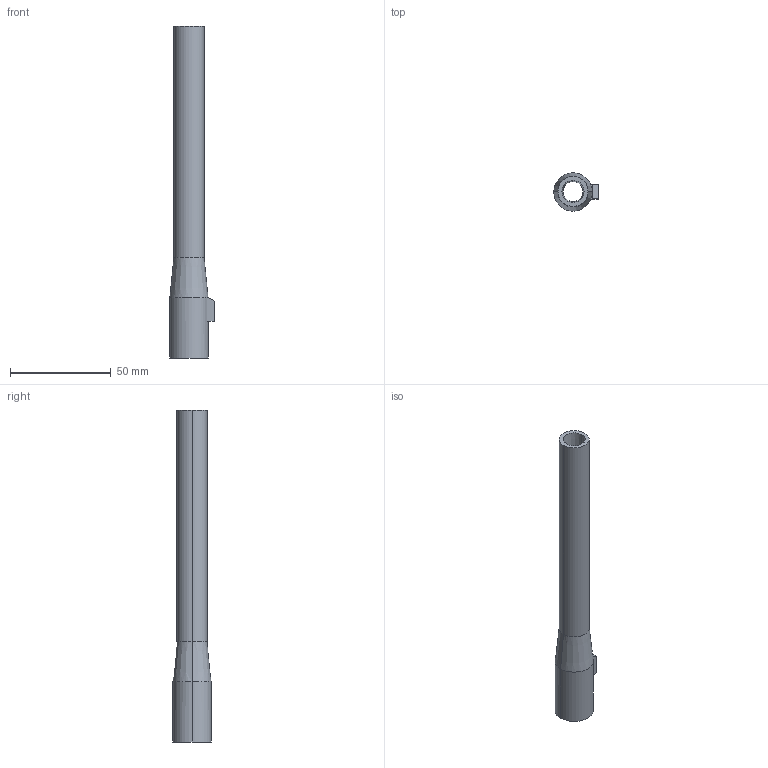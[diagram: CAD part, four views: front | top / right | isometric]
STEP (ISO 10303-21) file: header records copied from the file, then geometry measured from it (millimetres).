
FILE_DESCRIPTION (( 'STEP AP214' ), '1' );
FILE_NAME ('TMPT_Lead1.STEP', '2015-02-01T17:20:15', ( '' ), ( '' ), 'SwSTEP 2.0', 'SolidWorks 2014', '' );
FILE_SCHEMA (( 'AUTOMOTIVE_DESIGN' ));
Length unit declared in the file: millimetre
Products named in the file (1): TMPT_Lead1
Bounding box: 22 x 19 x 165 mm (x, y, z)
Volume: 15943.8 mm3; surface area: 14600.1 mm2
Topology: 1 solids, 1 shells, 23 faces, 50 edges, 29 vertices
Faces by surface type: plane 9, cone 8, cylinder 6
Entity records: 660 total; most frequent: DIRECTION 120, CARTESIAN_POINT 103, ORIENTED_EDGE 100, EDGE_CURVE 50, AXIS2_PLACEMENT_3D 46, VERTEX_POINT 29, LINE 28, VECTOR 28
